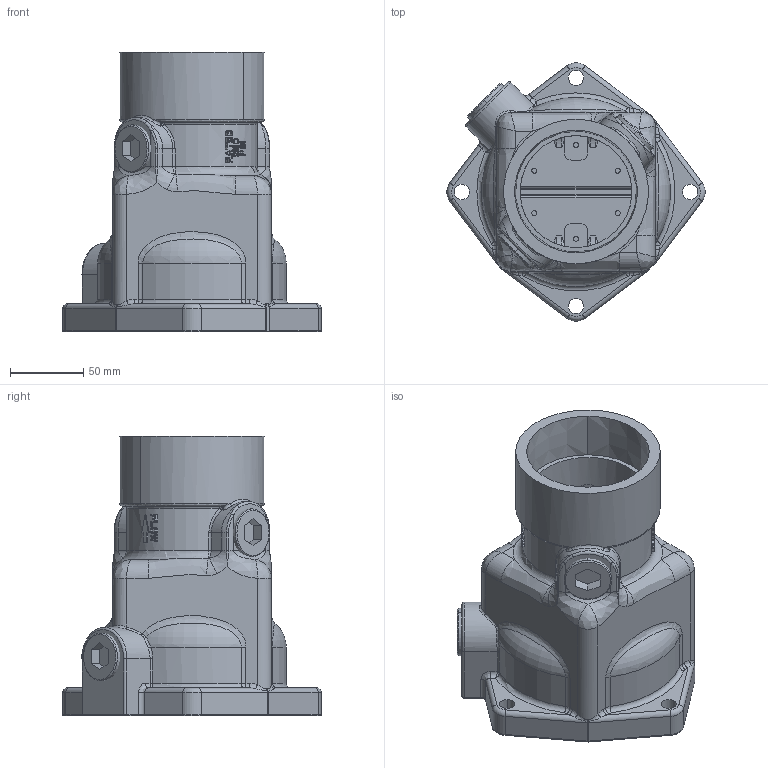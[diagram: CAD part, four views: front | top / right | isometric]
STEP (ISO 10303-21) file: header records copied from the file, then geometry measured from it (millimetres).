
FILE_DESCRIPTION((''),'2;1');
FILE_NAME('3_P30_SCV_02','2012-04-23T',('sobri'),(''),'PRO/ENGINEER BY PARAMETRIC TECHNOLOGY CORPORATION, 2011180','PRO/ENGINEER BY PARAMETRIC TECHNOLOGY CORPORATION, 2011180','');
FILE_SCHEMA(('CONFIG_CONTROL_DESIGN'));
Length unit declared in the file: inch
Products named in the file (1): 3_P30_SCV_02
Bounding box: 175.89 x 175.89 x 190.5 mm (x, y, z)
Surface area: 222088.2 mm2 (no closed solid volume)
Topology: 0 solids, 34 shells, 895 faces, 2745 edges, 1832 vertices
Faces by surface type: plane 404, cylinder 246, bspline 125, torus 78, cone 30, sphere 12
Entity records: 38040 total; most frequent: CARTESIAN_POINT 14887, ORIENTED_EDGE 4724, DIRECTION 4495, EDGE_CURVE 2741, VERTEX_POINT 1832, AXIS2_PLACEMENT_3D 1580, VECTOR 1335, LINE 1335
